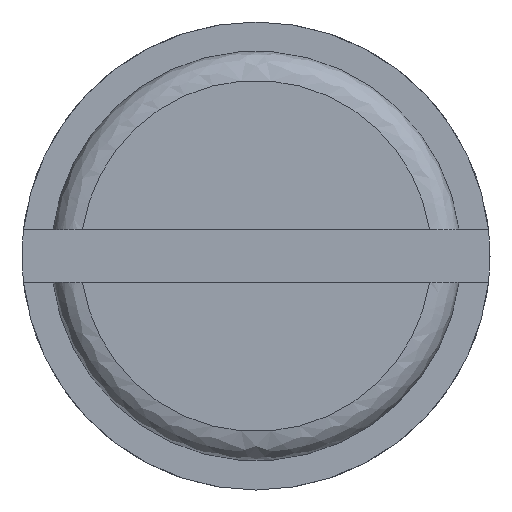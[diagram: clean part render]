
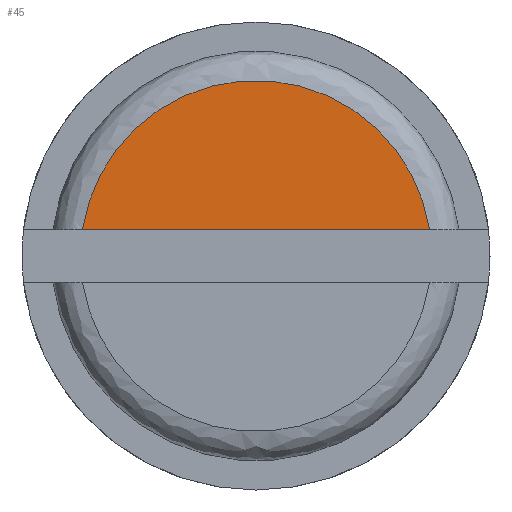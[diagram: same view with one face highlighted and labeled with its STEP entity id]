
A CAD part, left-side view. The second image highlights one B-rep face of the part: STEP entity #45.
In plain terms, the highlighted planar face has unit normal (-1, 0, 0).
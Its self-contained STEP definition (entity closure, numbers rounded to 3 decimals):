
#45=ADVANCED_FACE('',(#123),#122,.T.);
#122=PLANE('',#446);
#123=FACE_OUTER_BOUND('',#447,.T.);
#443=CARTESIAN_POINT('',(0.,-7.119,0.39));
#444=DIRECTION('',(-1.,0.,0.));
#445=DIRECTION('',(0.,0.,1.));
#446=AXIS2_PLACEMENT_3D('',#443,#444,#445);
#447=EDGE_LOOP('',(#690,#691));
#690=ORIENTED_EDGE('',*,*,#823,.T.);
#691=ORIENTED_EDGE('',*,*,#824,.T.);
#823=EDGE_CURVE('',#964,#1013,#1020,.T.);
#824=EDGE_CURVE('',#1013,#964,#1026,.T.);
#964=VERTEX_POINT('',#1418);
#1013=VERTEX_POINT('',#1453);
#1020=LINE('',#1464,#1465);
#1026=CIRCLE('',#1470,6.);
#1418=CARTESIAN_POINT('',(0.,5.932,0.9));
#1453=CARTESIAN_POINT('',(0.,-5.932,0.9));
#1464=CARTESIAN_POINT('',(0.,5.932,0.9));
#1465=VECTOR('',#1466,11.864);
#1466=DIRECTION('',(0.,-1.,0.));
#1467=CARTESIAN_POINT('',(0.,0.,0.));
#1468=DIRECTION('',(-1.,0.,0.));
#1469=DIRECTION('',(0.,0.,-1.));
#1470=AXIS2_PLACEMENT_3D('',#1467,#1468,#1469);
